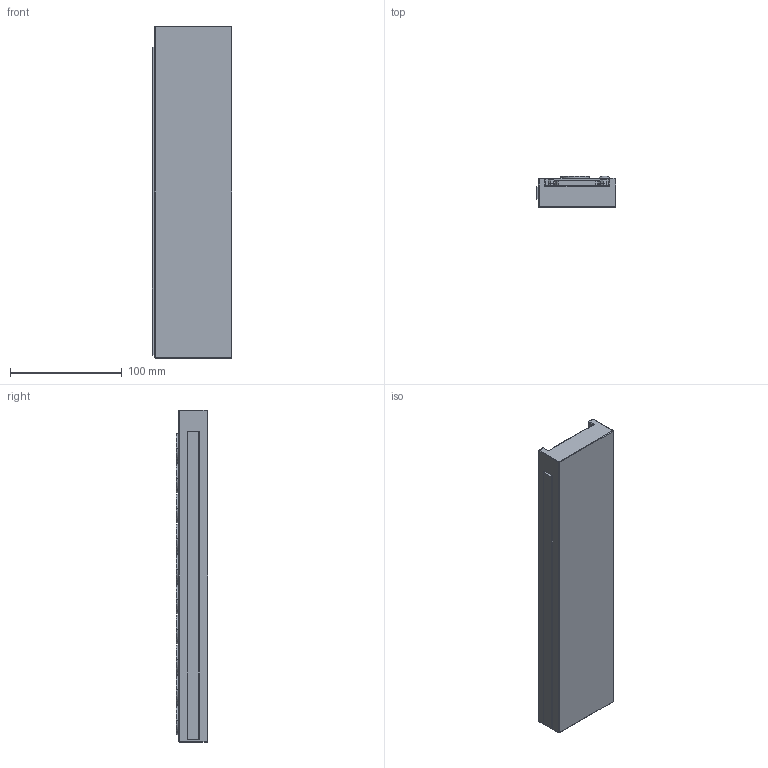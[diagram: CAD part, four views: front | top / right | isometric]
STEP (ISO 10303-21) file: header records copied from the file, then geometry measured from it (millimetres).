
FILE_DESCRIPTION (( 'STEP AP203' ), '1' );
FILE_NAME ('mcs411-t10-d4(d2).step', '2019-10-11T02:16:31', ( 'yrd8' ), ( 'Hewlett-Packard Company' ), 'SwSTEP 2.0', 'SolidWorks 2008', '' );
FILE_SCHEMA (( 'CONFIG_CONTROL_DESIGN' ));
Length unit declared in the file: millimetre
Products named in the file (1): mcs411-t10-d4(d2)
Bounding box: 71 x 28 x 296.5 mm (x, y, z)
Volume: 540346.8 mm3; surface area: 68739.6 mm2
Topology: 1 solids, 1 shells, 375 faces, 897 edges, 571 vertices
Faces by surface type: plane 211, cylinder 107, sphere 35, torus 22
Entity records: 10472 total; most frequent: DIRECTION 1859, CARTESIAN_POINT 1765, ORIENTED_EDGE 1674, EDGE_CURVE 837, AXIS2_PLACEMENT_3D 648, LINE 563, VECTOR 563, VERTEX_POINT 546
